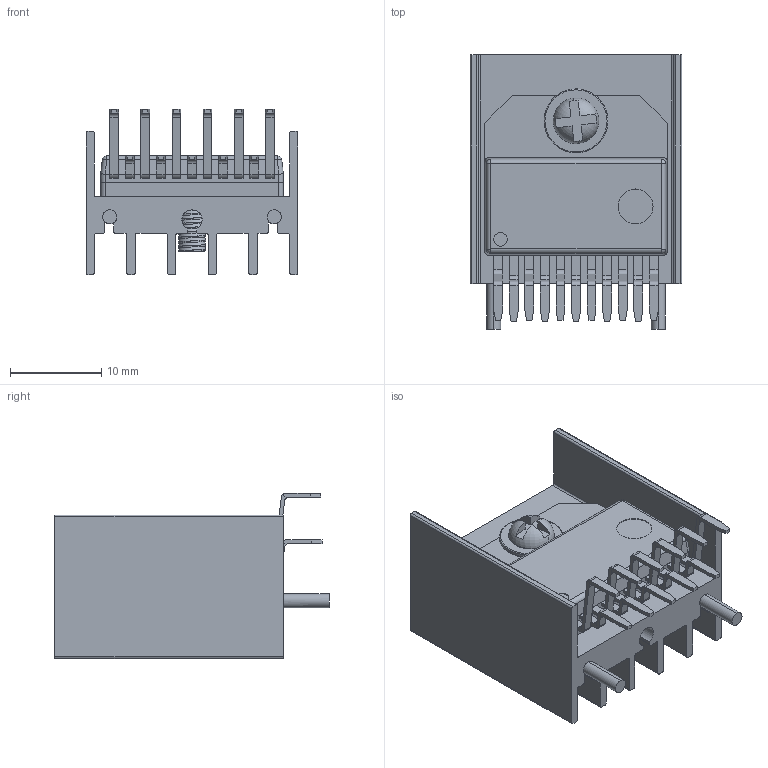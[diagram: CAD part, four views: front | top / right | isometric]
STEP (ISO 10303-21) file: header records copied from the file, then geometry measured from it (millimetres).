
FILE_DESCRIPTION (( 'STEP AP214' ), '1' );
FILE_NAME ('LM2984_with_heat.STEP', '2024-08-01T17:59:33', ( '' ), ( '' ), 'SwSTEP 2.0', 'SolidWorks 2020', '' );
FILE_SCHEMA (( 'AUTOMOTIVE_DESIGN' ));
Length unit declared in the file: millimetre
Products named in the file (5): M3x8; LM2984_with_heat; LM2984; L298-heat; M3DP
Assembly tree (4 placements, depth 2):
  LM2984_with_heat
    LM2984
    L298-heat
    M3x8
    M3DP
Bounding box: 23.15 x 30 x 18.08 mm (x, y, z)
Volume: 4324.6 mm3; surface area: 5899.8 mm2
Topology: 5 solids, 5 shells, 408 faces, 1129 edges, 744 vertices
Faces by surface type: plane 244, cylinder 145, torus 12, sphere 4, bspline 3
Entity records: 18007 total; most frequent: CARTESIAN_POINT 4517, ORIENTED_EDGE 2258, DIRECTION 2203, EDGE_CURVE 1129, AXIS2_PLACEMENT_3D 754, VERTEX_POINT 744, VECTOR 695, LINE 695
